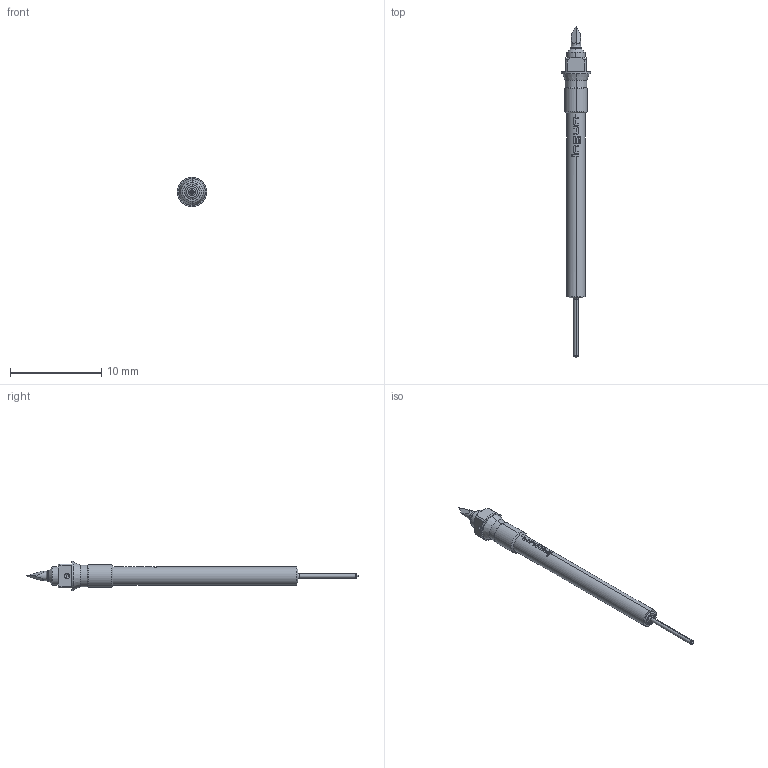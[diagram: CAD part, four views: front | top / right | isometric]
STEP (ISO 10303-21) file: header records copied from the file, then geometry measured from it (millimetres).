
FILE_DESCRIPTION (( 'STEP AP203' ), '1' );
FILE_NAME ('INGUN_PSK-350_291_100_A_xx02_M-6.STEP', '2022-02-21T08:45:04', ( 'ochi' ), ( '' ), 'SwSTEP 2.0', 'SolidWorks 2018', '' );
FILE_SCHEMA (( 'CONFIG_CONTROL_DESIGN' ));
Length unit declared in the file: millimetre
Products named in the file (1): INGUN_PSK-350_291_100_A_xx02_M-6
Bounding box: 3.2 x 36.3 x 3.2 mm (x, y, z)
Volume: 99.5 mm3; surface area: 208.8 mm2
Topology: 1 solids, 1 shells, 145 faces, 380 edges, 245 vertices
Faces by surface type: bspline 52, cylinder 37, plane 32, cone 16, torus 8
Entity records: 5841 total; most frequent: CARTESIAN_POINT 2777, ORIENTED_EDGE 760, DIRECTION 398, EDGE_CURVE 380, VERTEX_POINT 245, B_SPLINE_CURVE_WITH_KNOTS 238, AXIS2_PLACEMENT_3D 166, EDGE_LOOP 153
